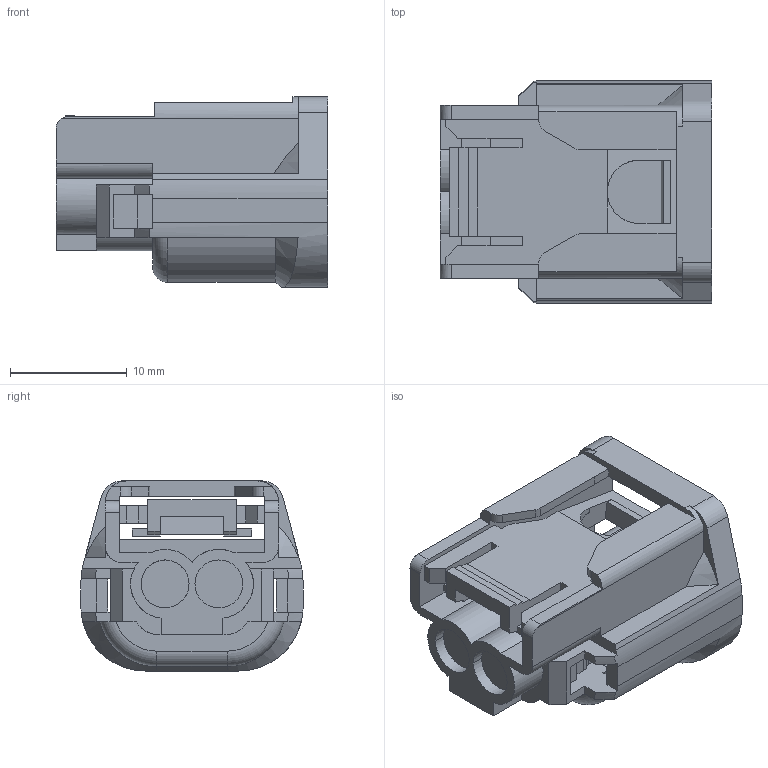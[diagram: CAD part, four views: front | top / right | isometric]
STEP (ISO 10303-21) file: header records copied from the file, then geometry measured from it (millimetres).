
FILE_DESCRIPTION(('CATIA V5 STEP','CAx-IF Rec.Pracs.--- Model Styling and Organization---1.5--- 2016-08-15','CAx-IF Rec.Pracs.---Supplemental Geometry---1.0---2011-11-01','CAx-IF Rec.Pracs.--- Composite Materials ---1.1---2010-07-15'),'2;1');
FILE_NAME('6189-7408.stp','2025-05-19T06:00:35+00:00',('none'),('none'),'CATIA Version 5-6 Release 2022 SP2 HF23','CATIA V5 STEP AP214 v2','none');
FILE_SCHEMA(('AUTOMOTIVE_DESIGN { 1 0 10303 214 1 1 1 1 }'));
Length unit declared in the file: millimetre
Products named in the file (1): 6189-7408
Bounding box: 23.25 x 19 x 16.25 mm (x, y, z)
Volume: 2626.5 mm3; surface area: 3555.9 mm2
Topology: 1 solids, 1 shells, 228 faces, 707 edges, 479 vertices
Faces by surface type: plane 163, cylinder 52, cone 9, torus 2, extrusion 1, bspline 1
Entity records: 7924 total; most frequent: CARTESIAN_POINT 1954, ORIENTED_EDGE 1414, DIRECTION 966, EDGE_CURVE 707, VECTOR 519, LINE 518, VERTEX_POINT 479, AXIS2_PLACEMENT_3D 275
